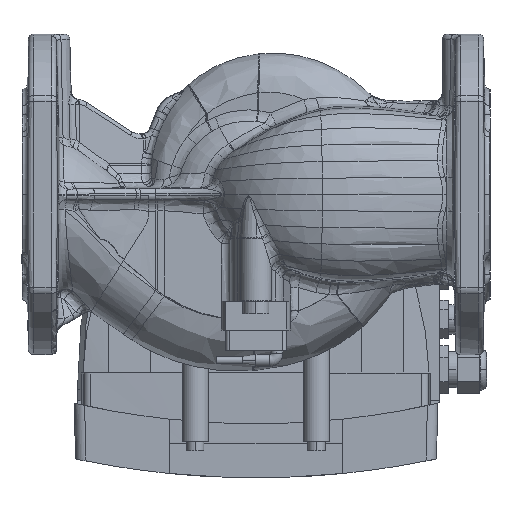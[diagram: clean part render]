
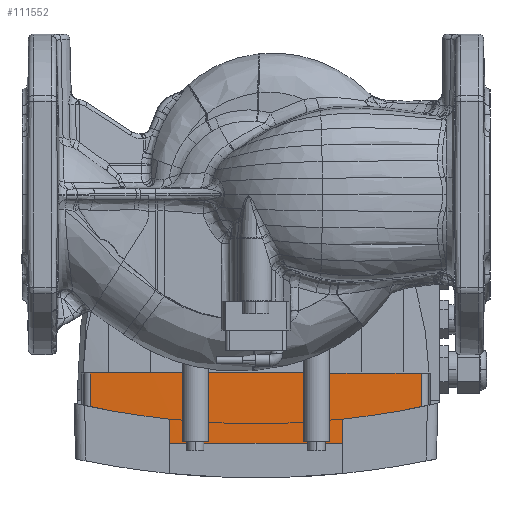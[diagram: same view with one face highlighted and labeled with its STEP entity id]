
A CAD part, left-side view. The second image highlights one B-rep face of the part: STEP entity #111552.
In plain terms, the highlighted cylindrical face has radius 4883 mm (diameter 9766 mm), a partial arc.
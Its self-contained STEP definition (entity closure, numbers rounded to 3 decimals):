
#13261 = AXIS2_PLACEMENT_3D ( 'NONE', #35945, #35946, #35947 ) ;
#13264 = CIRCLE ( 'NONE', #13261, 4883. ) ;
#13491 = AXIS2_PLACEMENT_3D ( 'NONE', #41588, #41589, #41590 ) ;
#13496 = AXIS2_PLACEMENT_3D ( 'NONE', #41580, #41581, #41582 ) ;
#13498 = CIRCLE ( 'NONE', #13491, 4883. ) ;
#13500 = CIRCLE ( 'NONE', #13496, 4883. ) ;
#13503 = AXIS2_PLACEMENT_3D ( 'NONE', #41575, #41576, #41577 ) ;
#13505 = VECTOR ( 'NONE', #41578, 1000. ) ;
#13507 = VECTOR ( 'NONE', #41584, 1000. ) ;
#13509 = VECTOR ( 'NONE', #41573, 1000. ) ;
#13511 = VECTOR ( 'NONE', #41566, 1000. ) ;
#13513 = VECTOR ( 'NONE', #41569, 1000. ) ;
#13516 = CIRCLE ( 'NONE', #13503, 4883. ) ;
#13520 = CIRCLE ( 'NONE', #13528, 4883. ) ;
#13528 = AXIS2_PLACEMENT_3D ( 'NONE', #41544, #41545, #41546 ) ;
#13536 = AXIS2_PLACEMENT_3D ( 'NONE', #46729, #46732, #46735 ) ;
#13541 = VECTOR ( 'NONE', #41563, 1000. ) ;
#13551 = CIRCLE ( 'NONE', #13536, 4883. ) ;
#35945 = CARTESIAN_POINT ( 'NONE',  ( 4983., 0., -103. ) ) ;
#35946 = DIRECTION ( 'NONE',  ( 0., 0., 1. ) ) ;
#35947 = DIRECTION ( 'NONE',  ( -1., 0., 0. ) ) ;
#41541 = CARTESIAN_POINT ( 'NONE',  ( 100.934, 95.489, -119. ) ) ;
#41544 = CARTESIAN_POINT ( 'NONE',  ( 4983., 0., -142.5 ) ) ;
#41545 = DIRECTION ( 'NONE',  ( 0., 0., -1. ) ) ;
#41546 = DIRECTION ( 'NONE',  ( -1., 0., 0. ) ) ;
#41561 = LINE ( 'NONE', #41562, #13541 ) ;
#41562 = CARTESIAN_POINT ( 'NONE',  ( 100.185, -42.5, -119. ) ) ;
#41563 = DIRECTION ( 'NONE',  ( 0., 0., -1. ) ) ;
#41564 = LINE ( 'NONE', #41565, #13511 ) ;
#41565 = CARTESIAN_POINT ( 'NONE',  ( 100.077, 27.5, -119. ) ) ;
#41566 = DIRECTION ( 'NONE',  ( 0., 0., 1. ) ) ;
#41567 = LINE ( 'NONE', #41568, #13513 ) ;
#41568 = CARTESIAN_POINT ( 'NONE',  ( 100.077, -27.5, -119. ) ) ;
#41569 = DIRECTION ( 'NONE',  ( 0., 0., 1. ) ) ;
#41570 = LINE ( 'NONE', #41572, #13509 ) ;
#41571 = LINE ( 'NONE', #41541, #13505 ) ;
#41572 = CARTESIAN_POINT ( 'NONE',  ( 100.185, 42.5, -119. ) ) ;
#41573 = DIRECTION ( 'NONE',  ( 0., 0., -1. ) ) ;
#41574 = CARTESIAN_POINT ( 'NONE',  ( 100.934, -95.489, -119. ) ) ;
#41575 = CARTESIAN_POINT ( 'NONE',  ( 4983., 0., -142.5 ) ) ;
#41576 = DIRECTION ( 'NONE',  ( 0., 0., -1. ) ) ;
#41577 = DIRECTION ( 'NONE',  ( -1., 0., 0. ) ) ;
#41578 = DIRECTION ( 'NONE',  ( 0., 0., -1. ) ) ;
#41579 = LINE ( 'NONE', #41574, #13507 ) ;
#41580 = CARTESIAN_POINT ( 'NONE',  ( 4983., 0., -103. ) ) ;
#41581 = DIRECTION ( 'NONE',  ( 0., 0., 1. ) ) ;
#41582 = DIRECTION ( 'NONE',  ( -1., 0., 0. ) ) ;
#41584 = DIRECTION ( 'NONE',  ( 0., 0., -1. ) ) ;
#41588 = CARTESIAN_POINT ( 'NONE',  ( 4983., 0., -143.5 ) ) ;
#41589 = DIRECTION ( 'NONE',  ( 0., 0., -1. ) ) ;
#41590 = DIRECTION ( 'NONE',  ( -1., 0., 0. ) ) ;
#46729 = CARTESIAN_POINT ( 'NONE',  ( 4983., 0., -103. ) ) ;
#46732 = DIRECTION ( 'NONE',  ( 0., 0., 1. ) ) ;
#46735 = DIRECTION ( 'NONE',  ( -1., 0., 0. ) ) ;
#56270 = ORIENTED_EDGE ( 'NONE', *, *, #67374, .F. ) ;
#56272 = ORIENTED_EDGE ( 'NONE', *, *, #67375, .F. ) ;
#56275 = ORIENTED_EDGE ( 'NONE', *, *, #67372, .T. ) ;
#56277 = ORIENTED_EDGE ( 'NONE', *, *, #67373, .F. ) ;
#56280 = ORIENTED_EDGE ( 'NONE', *, *, #67370, .F. ) ;
#56282 = ORIENTED_EDGE ( 'NONE', *, *, #67371, .T. ) ;
#56285 = ORIENTED_EDGE ( 'NONE', *, *, #67368, .F. ) ;
#56288 = ORIENTED_EDGE ( 'NONE', *, *, #67524, .F. ) ;
#56290 = ORIENTED_EDGE ( 'NONE', *, *, #67369, .T. ) ;
#56293 = ORIENTED_EDGE ( 'NONE', *, *, #67363, .T. ) ;
#56295 = ORIENTED_EDGE ( 'NONE', *, *, #67367, .T. ) ;
#56298 = ORIENTED_EDGE ( 'NONE', *, *, #67347, .F. ) ;
#67347 = EDGE_CURVE ( 'NONE', #126802, #126804, #13551, .T. ) ;
#67363 = EDGE_CURVE ( 'NONE', #126800, #126836, #13520, .T. ) ;
#67367 = EDGE_CURVE ( 'NONE', #126802, #126800, #41561, .T. ) ;
#67368 = EDGE_CURVE ( 'NONE', #126823, #126782, #41564, .T. ) ;
#67369 = EDGE_CURVE ( 'NONE', #126836, #126810, #41567, .T. ) ;
#67370 = EDGE_CURVE ( 'NONE', #126834, #126839, #41570, .T. ) ;
#67371 = EDGE_CURVE ( 'NONE', #126823, #126839, #13516, .T. ) ;
#67372 = EDGE_CURVE ( 'NONE', #126830, #126845, #41571, .T. ) ;
#67373 = EDGE_CURVE ( 'NONE', #126830, #126834, #13500, .T. ) ;
#67374 = EDGE_CURVE ( 'NONE', #126804, #126838, #41579, .T. ) ;
#67375 = EDGE_CURVE ( 'NONE', #126838, #126845, #13498, .T. ) ;
#67524 = EDGE_CURVE ( 'NONE', #126782, #126810, #13264, .T. ) ;
#90594 = AXIS2_PLACEMENT_3D ( 'NONE', #147086, #147078, #147089 ) ;
#96054 = CARTESIAN_POINT ( 'NONE',  ( 100.077, 27.5, -103. ) ) ;
#96064 = CARTESIAN_POINT ( 'NONE',  ( 100.185, -42.5, -142.5 ) ) ;
#96065 = CARTESIAN_POINT ( 'NONE',  ( 100.185, -42.5, -103. ) ) ;
#96066 = CARTESIAN_POINT ( 'NONE',  ( 100.934, -95.489, -103. ) ) ;
#96069 = CARTESIAN_POINT ( 'NONE',  ( 100.077, -27.5, -103. ) ) ;
#96076 = CARTESIAN_POINT ( 'NONE',  ( 100.077, 27.5, -142.5 ) ) ;
#96080 = CARTESIAN_POINT ( 'NONE',  ( 100.934, 95.489, -103. ) ) ;
#96082 = CARTESIAN_POINT ( 'NONE',  ( 100.185, 42.5, -103. ) ) ;
#96083 = CARTESIAN_POINT ( 'NONE',  ( 100.077, -27.5, -142.5 ) ) ;
#96084 = CARTESIAN_POINT ( 'NONE',  ( 100.934, -95.489, -143.5 ) ) ;
#96085 = CARTESIAN_POINT ( 'NONE',  ( 100.185, 42.5, -142.5 ) ) ;
#96088 = CARTESIAN_POINT ( 'NONE',  ( 100.934, 95.489, -143.5 ) ) ;
#111552 = ADVANCED_FACE ( 'NONE', ( #147085 ), #147088, .T. ) ;
#126782 = VERTEX_POINT ( 'NONE', #96054 ) ;
#126800 = VERTEX_POINT ( 'NONE', #96064 ) ;
#126802 = VERTEX_POINT ( 'NONE', #96065 ) ;
#126804 = VERTEX_POINT ( 'NONE', #96066 ) ;
#126810 = VERTEX_POINT ( 'NONE', #96069 ) ;
#126823 = VERTEX_POINT ( 'NONE', #96076 ) ;
#126830 = VERTEX_POINT ( 'NONE', #96080 ) ;
#126834 = VERTEX_POINT ( 'NONE', #96082 ) ;
#126836 = VERTEX_POINT ( 'NONE', #96083 ) ;
#126838 = VERTEX_POINT ( 'NONE', #96084 ) ;
#126839 = VERTEX_POINT ( 'NONE', #96085 ) ;
#126845 = VERTEX_POINT ( 'NONE', #96088 ) ;
#129177 = EDGE_LOOP ( 'NONE', ( #56298, #56295, #56293, #56290, #56288, #56285, #56282, #56280, #56277, #56275, #56272, #56270 ) ) ;
#147078 = DIRECTION ( 'NONE',  ( 0., 0., -1. ) ) ;
#147085 = FACE_OUTER_BOUND ( 'NONE', #129177, .T. ) ;
#147086 = CARTESIAN_POINT ( 'NONE',  ( 4983., 0., -119. ) ) ;
#147088 = CYLINDRICAL_SURFACE ( 'NONE', #90594, 4883. ) ;
#147089 = DIRECTION ( 'NONE',  ( 1., 0., 0. ) ) ;
